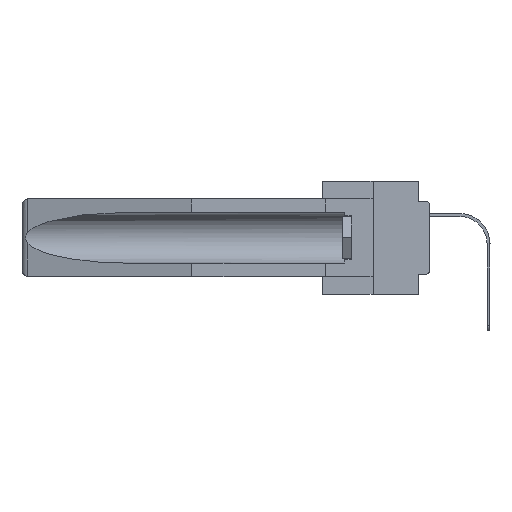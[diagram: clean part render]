
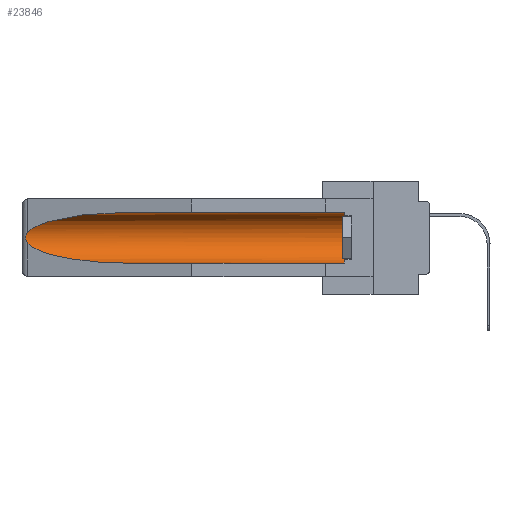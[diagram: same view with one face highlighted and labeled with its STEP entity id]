
A CAD part, left-side view. The second image highlights one B-rep face of the part: STEP entity #23846.
In plain terms, the highlighted cylindrical face has radius 2.857 mm (diameter 5.715 mm), a partial arc.
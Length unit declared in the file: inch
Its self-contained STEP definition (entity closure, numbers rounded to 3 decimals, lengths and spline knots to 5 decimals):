
#47 = EDGE_CURVE ( 'NONE', #5313, #99, #11384, .T. ) ;
#99 = VERTEX_POINT ( 'NONE', #14401 ) ;
#102 = CARTESIAN_POINT ( 'NONE',  ( 0.25451, 1.48313, -0.09465 ) ) ;
#225 = CARTESIAN_POINT ( 'NONE',  ( 0.26655, 1.53094, -0.18657 ) ) ;
#364 = VECTOR ( 'NONE', #1842, 39.37008 ) ;
#1612 = EDGE_CURVE ( 'NONE', #16320, #5313, #12511, .T. ) ;
#1842 = DIRECTION ( 'NONE',  ( 0., 1., 0. ) ) ;
#5211 = EDGE_CURVE ( 'NONE', #23287, #7696, #27809, .T. ) ;
#5313 = VERTEX_POINT ( 'NONE', #26072 ) ;
#5621 = CARTESIAN_POINT ( 'NONE',  ( 0.155, 0.126, -0.1715 ) ) ;
#6327 =( BOUNDED_CURVE ( )  B_SPLINE_CURVE ( 3, ( #18938, #27397, #14677, #18510 ),
 .UNSPECIFIED., .F., .T. ) 
 B_SPLINE_CURVE_WITH_KNOTS ( ( 4, 4 ),
 ( 0.1948, 1.5708 ),
 .UNSPECIFIED. ) 
 CURVE ( )  GEOMETRIC_REPRESENTATION_ITEM ( )  RATIONAL_B_SPLINE_CURVE ( ( 1., 0.848, 0.848, 1. ) ) 
 REPRESENTATION_ITEM ( '' )  );
#6565 = CARTESIAN_POINT ( 'NONE',  ( 0.26537, 1.52718, -0.19328 ) ) ;
#7659 = EDGE_LOOP ( 'NONE', ( #24004, #12818, #12438, #18222, #26398, #10803 ) ) ;
#7696 = VERTEX_POINT ( 'NONE', #27731 ) ;
#8278 = DIRECTION ( 'NONE',  ( 0., 1., 0. ) ) ;
#8840 = CARTESIAN_POINT ( 'NONE',  ( 0.2675, 1.53308, -0.16763 ) ) ;
#10803 = ORIENTED_EDGE ( 'NONE', *, *, #23297, .T. ) ;
#11014 = CARTESIAN_POINT ( 'NONE',  ( 0.155, 1.07973, -0.059 ) ) ;
#11262 = CARTESIAN_POINT ( 'NONE',  ( 0.26597, 1.5296, -0.19026 ) ) ;
#11384 = B_SPLINE_CURVE_WITH_KNOTS ( 'NONE', 3,
 ( #17976, #24117, #24530, #26702, #8840, #15836, #28302, #225, #11262, #6565 ),
 .UNSPECIFIED., .F., .F.,
 ( 4, 2, 2, 2, 4 ),
 ( 0., 0.00029, 0.00058, 0.00087, 0.00117 ),
 .UNSPECIFIED. ) ;
#11824 = AXIS2_PLACEMENT_3D ( 'NONE', #5621, #27518, #25352 ) ;
#11991 = DIRECTION ( 'NONE',  ( 0., 1., 0. ) ) ;
#12438 = ORIENTED_EDGE ( 'NONE', *, *, #24302, .T. ) ;
#12511 =( BOUNDED_CURVE ( )  B_SPLINE_CURVE ( 3, ( #11014, #19718, #102, #17562 ),
 .UNSPECIFIED., .F., .F. ) 
 B_SPLINE_CURVE_WITH_KNOTS ( ( 4, 4 ),
 ( 4.71239, 6.08839 ),
 .UNSPECIFIED. ) 
 CURVE ( )  GEOMETRIC_REPRESENTATION_ITEM ( )  RATIONAL_B_SPLINE_CURVE ( ( 1., 0.848, 0.848, 1. ) ) 
 REPRESENTATION_ITEM ( '' )  );
#12818 = ORIENTED_EDGE ( 'NONE', *, *, #47, .T. ) ;
#14401 = CARTESIAN_POINT ( 'NONE',  ( 0.26537, 1.52718, -0.19328 ) ) ;
#14513 = VERTEX_POINT ( 'NONE', #25849 ) ;
#14677 = CARTESIAN_POINT ( 'NONE',  ( 0.21114, 1.30732, -0.284 ) ) ;
#15836 = CARTESIAN_POINT ( 'NONE',  ( 0.2675, 1.53308, -0.17534 ) ) ;
#16320 = VERTEX_POINT ( 'NONE', #24914 ) ;
#16392 = AXIS2_PLACEMENT_3D ( 'NONE', #27857, #8278, #16980 ) ;
#16412 = CYLINDRICAL_SURFACE ( 'NONE', #16392, 0.1125 ) ;
#16980 = DIRECTION ( 'NONE',  ( 0., 0., 1. ) ) ;
#17562 = CARTESIAN_POINT ( 'NONE',  ( 0.26537, 1.52718, -0.14972 ) ) ;
#17976 = CARTESIAN_POINT ( 'NONE',  ( 0.26537, 1.52718, -0.14972 ) ) ;
#18222 = ORIENTED_EDGE ( 'NONE', *, *, #27588, .F. ) ;
#18510 = CARTESIAN_POINT ( 'NONE',  ( 0.155, 1.07973, -0.284 ) ) ;
#18938 = CARTESIAN_POINT ( 'NONE',  ( 0.26537, 1.52718, -0.19328 ) ) ;
#19718 = CARTESIAN_POINT ( 'NONE',  ( 0.21114, 1.30732, -0.059 ) ) ;
#20559 = CARTESIAN_POINT ( 'NONE',  ( 0.155, -0.30754, -0.284 ) ) ;
#22980 = LINE ( 'NONE', #20559, #27390 ) ;
#23287 = VERTEX_POINT ( 'NONE', #23300 ) ;
#23297 = EDGE_CURVE ( 'NONE', #7696, #16320, #27745, .T. ) ;
#23300 = CARTESIAN_POINT ( 'NONE',  ( 0.155, 0.126, -0.284 ) ) ;
#23846 = ADVANCED_FACE ( 'NONE', ( #27435 ), #16412, .F. ) ;
#24004 = ORIENTED_EDGE ( 'NONE', *, *, #1612, .T. ) ;
#24117 = CARTESIAN_POINT ( 'NONE',  ( 0.26597, 1.52961, -0.15275 ) ) ;
#24302 = EDGE_CURVE ( 'NONE', #99, #14513, #6327, .T. ) ;
#24530 = CARTESIAN_POINT ( 'NONE',  ( 0.26654, 1.53092, -0.15636 ) ) ;
#24914 = CARTESIAN_POINT ( 'NONE',  ( 0.155, 1.07973, -0.059 ) ) ;
#25352 = DIRECTION ( 'NONE',  ( 0., 0., 1. ) ) ;
#25734 = CARTESIAN_POINT ( 'NONE',  ( 0.155, -0.30754, -0.059 ) ) ;
#25849 = CARTESIAN_POINT ( 'NONE',  ( 0.155, 1.07973, -0.284 ) ) ;
#26072 = CARTESIAN_POINT ( 'NONE',  ( 0.26537, 1.52718, -0.14972 ) ) ;
#26398 = ORIENTED_EDGE ( 'NONE', *, *, #5211, .T. ) ;
#26702 = CARTESIAN_POINT ( 'NONE',  ( 0.2673, 1.5327, -0.16383 ) ) ;
#27390 = VECTOR ( 'NONE', #11991, 39.37008 ) ;
#27397 = CARTESIAN_POINT ( 'NONE',  ( 0.25451, 1.48313, -0.24835 ) ) ;
#27435 = FACE_OUTER_BOUND ( 'NONE', #7659, .T. ) ;
#27518 = DIRECTION ( 'NONE',  ( 0., -1., 0. ) ) ;
#27588 = EDGE_CURVE ( 'NONE', #23287, #14513, #22980, .T. ) ;
#27731 = CARTESIAN_POINT ( 'NONE',  ( 0.155, 0.126, -0.059 ) ) ;
#27745 = LINE ( 'NONE', #25734, #364 ) ;
#27809 = CIRCLE ( 'NONE', #11824, 0.1125 ) ;
#27857 = CARTESIAN_POINT ( 'NONE',  ( 0.155, -0.30754, -0.1715 ) ) ;
#28302 = CARTESIAN_POINT ( 'NONE',  ( 0.2673, 1.53269, -0.17917 ) ) ;
